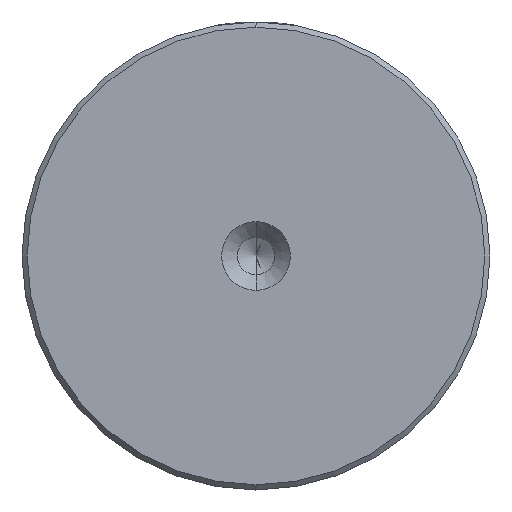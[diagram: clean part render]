
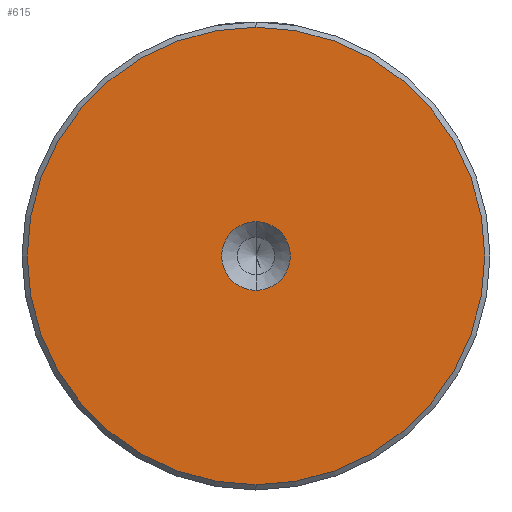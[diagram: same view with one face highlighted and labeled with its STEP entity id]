
A CAD part, left-side view. The second image highlights one B-rep face of the part: STEP entity #615.
In plain terms, the highlighted planar face has unit normal (-1, 0, 0).
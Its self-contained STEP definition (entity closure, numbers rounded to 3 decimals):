
#58 = EDGE_CURVE ( 'NONE', #1281, #1415, #945, .T. ) ;
#91 = DIRECTION ( 'NONE',  ( -1., 0., 0. ) ) ;
#106 = FACE_BOUND ( 'NONE', #901, .T. ) ;
#144 = ORIENTED_EDGE ( 'NONE', *, *, #2064, .T. ) ;
#221 = DIRECTION ( 'NONE',  ( -1., 0., 0. ) ) ;
#310 = ORIENTED_EDGE ( 'NONE', *, *, #774, .F. ) ;
#380 = CARTESIAN_POINT ( 'NONE',  ( 0., 0., 0. ) ) ;
#453 = ORIENTED_EDGE ( 'NONE', *, *, #58, .F. ) ;
#548 = CARTESIAN_POINT ( 'NONE',  ( 0., 0., -22. ) ) ;
#549 = PLANE ( 'NONE',  #1238 ) ;
#579 = CARTESIAN_POINT ( 'NONE',  ( 0., 0., -3.3 ) ) ;
#594 = AXIS2_PLACEMENT_3D ( 'NONE', #1760, #666, #1943 ) ;
#615 = ADVANCED_FACE ( 'NONE', ( #1551, #106 ), #549, .T. ) ;
#666 = DIRECTION ( 'NONE',  ( -1., 0., 0. ) ) ;
#766 = CIRCLE ( 'NONE', #594, 3.3 ) ;
#774 = EDGE_CURVE ( 'NONE', #1415, #1281, #766, .T. ) ;
#901 = EDGE_LOOP ( 'NONE', ( #310, #453 ) ) ;
#918 = DIRECTION ( 'NONE',  ( 0., 0., 1. ) ) ;
#945 = CIRCLE ( 'NONE', #1580, 3.3 ) ;
#983 = DIRECTION ( 'NONE',  ( -1., 0., 0. ) ) ;
#1005 = EDGE_LOOP ( 'NONE', ( #1764, #144 ) ) ;
#1023 = AXIS2_PLACEMENT_3D ( 'NONE', #1309, #221, #1495 ) ;
#1108 = CIRCLE ( 'NONE', #1866, 22. ) ;
#1171 = CARTESIAN_POINT ( 'NONE',  ( 0., 0., 0. ) ) ;
#1238 = AXIS2_PLACEMENT_3D ( 'NONE', #380, #2010, #918 ) ;
#1281 = VERTEX_POINT ( 'NONE', #579 ) ;
#1309 = CARTESIAN_POINT ( 'NONE',  ( 0., 0., 0. ) ) ;
#1363 = DIRECTION ( 'NONE',  ( 0., 0., 1. ) ) ;
#1415 = VERTEX_POINT ( 'NONE', #2238 ) ;
#1495 = DIRECTION ( 'NONE',  ( 0., 0., 1. ) ) ;
#1525 = CARTESIAN_POINT ( 'NONE',  ( 0., 0., 0. ) ) ;
#1551 = FACE_OUTER_BOUND ( 'NONE', #1005, .T. ) ;
#1580 = AXIS2_PLACEMENT_3D ( 'NONE', #1525, #983, #2228 ) ;
#1586 = VERTEX_POINT ( 'NONE', #548 ) ;
#1700 = VERTEX_POINT ( 'NONE', #2234 ) ;
#1760 = CARTESIAN_POINT ( 'NONE',  ( 0., 0., 0. ) ) ;
#1764 = ORIENTED_EDGE ( 'NONE', *, *, #1928, .T. ) ;
#1866 = AXIS2_PLACEMENT_3D ( 'NONE', #1171, #91, #1363 ) ;
#1928 = EDGE_CURVE ( 'NONE', #1586, #1700, #2164, .T. ) ;
#1943 = DIRECTION ( 'NONE',  ( 0., 0., 1. ) ) ;
#2010 = DIRECTION ( 'NONE',  ( -1., 0., 0. ) ) ;
#2064 = EDGE_CURVE ( 'NONE', #1700, #1586, #1108, .T. ) ;
#2164 = CIRCLE ( 'NONE', #1023, 22. ) ;
#2228 = DIRECTION ( 'NONE',  ( 0., 0., 1. ) ) ;
#2234 = CARTESIAN_POINT ( 'NONE',  ( 0., 0., 22. ) ) ;
#2238 = CARTESIAN_POINT ( 'NONE',  ( 0., 0., 3.3 ) ) ;
